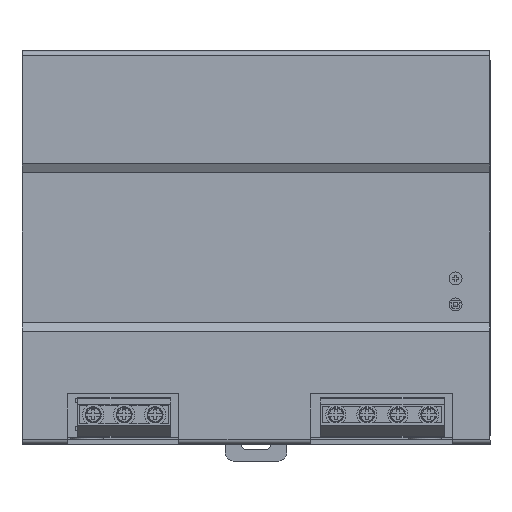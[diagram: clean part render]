
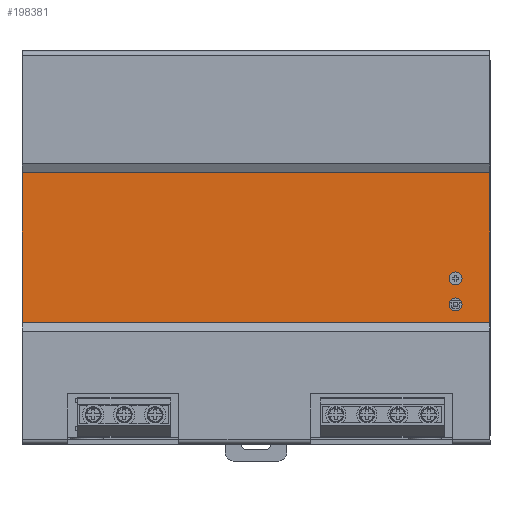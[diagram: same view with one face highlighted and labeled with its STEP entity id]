
A CAD part, top view. The second image highlights one B-rep face of the part: STEP entity #198381.
In plain terms, the highlighted planar face has unit normal (0, 0, 1).
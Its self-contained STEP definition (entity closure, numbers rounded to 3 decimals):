
#728 = DIRECTION ( 'NONE',  ( 0., 0., 1. ) ) ;
#1502 = DIRECTION ( 'NONE',  ( 0., -1., 0. ) ) ;
#3556 = EDGE_CURVE ( 'NONE', #149902, #198388, #10855, .T. ) ;
#7316 = CIRCLE ( 'NONE', #189849, 2. ) ;
#10075 = ORIENTED_EDGE ( 'NONE', *, *, #77138, .T. ) ;
#10855 = CIRCLE ( 'NONE', #118313, 2. ) ;
#11071 = ORIENTED_EDGE ( 'NONE', *, *, #181117, .F. ) ;
#15566 = CARTESIAN_POINT ( 'NONE',  ( 61.405, -7.5, 93.4 ) ) ;
#21054 = EDGE_CURVE ( 'NONE', #186506, #33531, #7316, .T. ) ;
#21659 = DIRECTION ( 'NONE',  ( 0., -1., 0. ) ) ;
#22022 = DIRECTION ( 'NONE',  ( 0., 1., 0. ) ) ;
#23565 = FACE_OUTER_BOUND ( 'NONE', #72739, .T. ) ;
#31064 = AXIS2_PLACEMENT_3D ( 'NONE', #145846, #728, #162204 ) ;
#33531 = VERTEX_POINT ( 'NONE', #192351 ) ;
#37798 = DIRECTION ( 'NONE',  ( 0., -1., 0. ) ) ;
#38440 = DIRECTION ( 'NONE',  ( 0., 0., 1. ) ) ;
#41688 = LINE ( 'NONE', #165873, #210603 ) ;
#46584 = FACE_BOUND ( 'NONE', #101233, .T. ) ;
#50895 = ORIENTED_EDGE ( 'NONE', *, *, #62057, .F. ) ;
#52991 = AXIS2_PLACEMENT_3D ( 'NONE', #187004, #38440, #22022 ) ;
#62057 = EDGE_CURVE ( 'NONE', #168259, #128807, #141260, .T. ) ;
#63635 = DIRECTION ( 'NONE',  ( 1., 0., 0. ) ) ;
#67484 = CARTESIAN_POINT ( 'NONE',  ( 72., 23.061, 93.4 ) ) ;
#72739 = EDGE_LOOP ( 'NONE', ( #208063, #10075, #50895, #182838 ) ) ;
#73134 = VECTOR ( 'NONE', #21659, 1000. ) ;
#77138 = EDGE_CURVE ( 'NONE', #199530, #128807, #41688, .T. ) ;
#80982 = CARTESIAN_POINT ( 'NONE',  ( 61.405, -9.5, 93.4 ) ) ;
#94983 = VECTOR ( 'NONE', #37798, 1000. ) ;
#96987 = DIRECTION ( 'NONE',  ( 0., 1., 0. ) ) ;
#97477 = FACE_BOUND ( 'NONE', #195821, .T. ) ;
#99915 = CARTESIAN_POINT ( 'NONE',  ( 80., -23.062, 93.4 ) ) ;
#100578 = CARTESIAN_POINT ( 'NONE',  ( -72., -23.062, 93.4 ) ) ;
#101233 = EDGE_LOOP ( 'NONE', ( #129955, #129115 ) ) ;
#101273 = CARTESIAN_POINT ( 'NONE',  ( 72., -59.53, 93.4 ) ) ;
#101921 = CARTESIAN_POINT ( 'NONE',  ( 61.405, -15.5, 93.4 ) ) ;
#114880 = DIRECTION ( 'NONE',  ( 0., 0., 1. ) ) ;
#117172 = CARTESIAN_POINT ( 'NONE',  ( -72., 23.061, 93.4 ) ) ;
#118313 = AXIS2_PLACEMENT_3D ( 'NONE', #145780, #114880, #96987 ) ;
#118433 = CARTESIAN_POINT ( 'NONE',  ( 61.405, -19.5, 93.4 ) ) ;
#121783 = CIRCLE ( 'NONE', #52991, 2. ) ;
#128807 = VERTEX_POINT ( 'NONE', #201327 ) ;
#129115 = ORIENTED_EDGE ( 'NONE', *, *, #144564, .F. ) ;
#129955 = ORIENTED_EDGE ( 'NONE', *, *, #21054, .F. ) ;
#132221 = VERTEX_POINT ( 'NONE', #117172 ) ;
#141260 = LINE ( 'NONE', #101273, #94983 ) ;
#144564 = EDGE_CURVE ( 'NONE', #33531, #186506, #168108, .T. ) ;
#144594 = LINE ( 'NONE', #145160, #159880 ) ;
#145160 = CARTESIAN_POINT ( 'NONE',  ( 80., 23.061, 93.4 ) ) ;
#145532 = AXIS2_PLACEMENT_3D ( 'NONE', #99915, #200150, #1502 ) ;
#145780 = CARTESIAN_POINT ( 'NONE',  ( 61.405, -17.5, 93.4 ) ) ;
#145846 = CARTESIAN_POINT ( 'NONE',  ( 61.405, -9.5, 93.4 ) ) ;
#148135 = DIRECTION ( 'NONE',  ( 1., 0., 0. ) ) ;
#149902 = VERTEX_POINT ( 'NONE', #101921 ) ;
#150028 = LINE ( 'NONE', #166740, #73134 ) ;
#159880 = VECTOR ( 'NONE', #63635, 1000. ) ;
#162204 = DIRECTION ( 'NONE',  ( 0., 1., 0. ) ) ;
#162557 = DIRECTION ( 'NONE',  ( 0., 1., 0. ) ) ;
#165873 = CARTESIAN_POINT ( 'NONE',  ( 80., -23.061, 93.4 ) ) ;
#166740 = CARTESIAN_POINT ( 'NONE',  ( -72., -59.53, 93.4 ) ) ;
#168108 = CIRCLE ( 'NONE', #31064, 2. ) ;
#168259 = VERTEX_POINT ( 'NONE', #67484 ) ;
#176812 = EDGE_CURVE ( 'NONE', #132221, #168259, #144594, .T. ) ;
#181117 = EDGE_CURVE ( 'NONE', #198388, #149902, #121783, .T. ) ;
#182492 = ORIENTED_EDGE ( 'NONE', *, *, #3556, .F. ) ;
#182838 = ORIENTED_EDGE ( 'NONE', *, *, #176812, .F. ) ;
#186506 = VERTEX_POINT ( 'NONE', #15566 ) ;
#187004 = CARTESIAN_POINT ( 'NONE',  ( 61.405, -17.5, 93.4 ) ) ;
#189849 = AXIS2_PLACEMENT_3D ( 'NONE', #80982, #194783, #162557 ) ;
#192351 = CARTESIAN_POINT ( 'NONE',  ( 61.405, -11.5, 93.4 ) ) ;
#194513 = EDGE_CURVE ( 'NONE', #132221, #199530, #150028, .T. ) ;
#194783 = DIRECTION ( 'NONE',  ( 0., 0., 1. ) ) ;
#195821 = EDGE_LOOP ( 'NONE', ( #182492, #11071 ) ) ;
#198381 = ADVANCED_FACE ( 'NONE', ( #97477, #46584, #23565 ), #199467, .F. ) ;
#198388 = VERTEX_POINT ( 'NONE', #118433 ) ;
#199467 = PLANE ( 'NONE',  #145532 ) ;
#199530 = VERTEX_POINT ( 'NONE', #100578 ) ;
#200150 = DIRECTION ( 'NONE',  ( 0., 0., -1. ) ) ;
#201327 = CARTESIAN_POINT ( 'NONE',  ( 72., -23.062, 93.4 ) ) ;
#208063 = ORIENTED_EDGE ( 'NONE', *, *, #194513, .T. ) ;
#210603 = VECTOR ( 'NONE', #148135, 1000. ) ;
